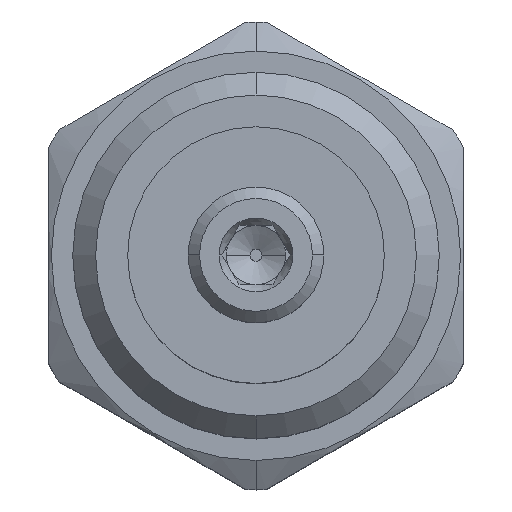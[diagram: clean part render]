
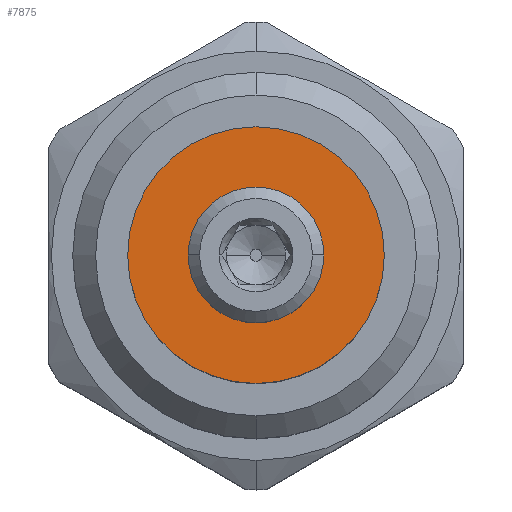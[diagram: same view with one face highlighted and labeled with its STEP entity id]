
A CAD part, top view. The second image highlights one B-rep face of the part: STEP entity #7875.
In plain terms, the highlighted planar face has unit normal (0, 0, 1).
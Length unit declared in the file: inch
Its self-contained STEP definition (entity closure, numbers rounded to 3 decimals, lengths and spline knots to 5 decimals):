
#1834=CARTESIAN_POINT('',(0.,0.,3.9));
#1835=DIRECTION('',(0.,0.,1.));
#1836=DIRECTION('',(0.,1.,0.));
#1837=AXIS2_PLACEMENT_3D('',#1834,#1835,#1836);
#1839=CARTESIAN_POINT('',(0.,0.,3.9));
#1840=DIRECTION('',(0.,0.,1.));
#1841=DIRECTION('',(0.,-1.,0.));
#1842=AXIS2_PLACEMENT_3D('',#1839,#1840,#1841);
#1844=CARTESIAN_POINT('',(0.,0.,3.9));
#1845=DIRECTION('',(0.,0.,-1.));
#1846=DIRECTION('',(1.,0.,0.));
#1847=AXIS2_PLACEMENT_3D('',#1844,#1845,#1846);
#1849=CARTESIAN_POINT('',(0.,0.,3.9));
#1850=DIRECTION('',(0.,0.,-1.));
#1851=DIRECTION('',(-1.,0.,0.));
#1852=AXIS2_PLACEMENT_3D('',#1849,#1850,#1851);
#5739=CARTESIAN_POINT('',(0.,0.348,3.9));
#5740=CARTESIAN_POINT('',(0.,-0.348,3.9));
#5741=VERTEX_POINT('',#5739);
#5742=VERTEX_POINT('',#5740);
#5797=CARTESIAN_POINT('',(0.184,0.,3.9));
#5798=CARTESIAN_POINT('',(-0.184,0.,3.9));
#5799=VERTEX_POINT('',#5797);
#5800=VERTEX_POINT('',#5798);
#7860=CARTESIAN_POINT('',(0.,0.,3.9));
#7861=DIRECTION('',(0.,0.,1.));
#7862=DIRECTION('',(1.,0.,0.));
#7863=AXIS2_PLACEMENT_3D('',#7860,#7861,#7862);
#7864=PLANE('',#7863);
#7865=ORIENTED_EDGE('',*,*,#7826,.F.);
#7866=ORIENTED_EDGE('',*,*,#7847,.F.);
#7867=EDGE_LOOP('',(#7865,#7866));
#7868=FACE_OUTER_BOUND('',#7867,.F.);
#7870=ORIENTED_EDGE('',*,*,#7869,.F.);
#7872=ORIENTED_EDGE('',*,*,#7871,.F.);
#7873=EDGE_LOOP('',(#7870,#7872));
#7874=FACE_BOUND('',#7873,.F.);
#1838=CIRCLE('',#1837,0.348);
#1843=CIRCLE('',#1842,0.348);
#1848=CIRCLE('',#1847,0.184);
#1853=CIRCLE('',#1852,0.184);
#7826=EDGE_CURVE('',#5741,#5742,#1838,.T.);
#7847=EDGE_CURVE('',#5742,#5741,#1843,.T.);
#7869=EDGE_CURVE('',#5799,#5800,#1848,.T.);
#7871=EDGE_CURVE('',#5800,#5799,#1853,.T.);
#7875=ADVANCED_FACE('',(#7868,#7874),#7864,.T.);
